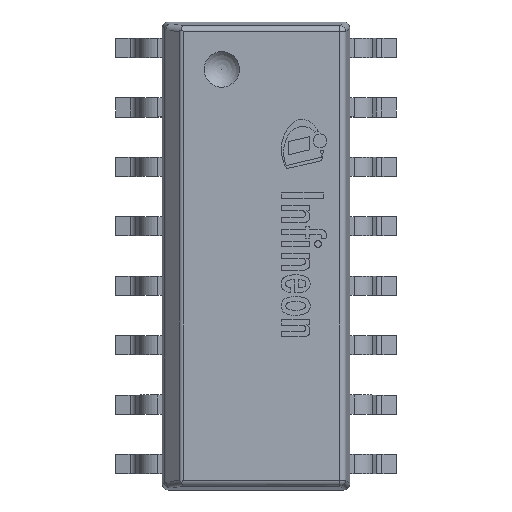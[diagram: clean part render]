
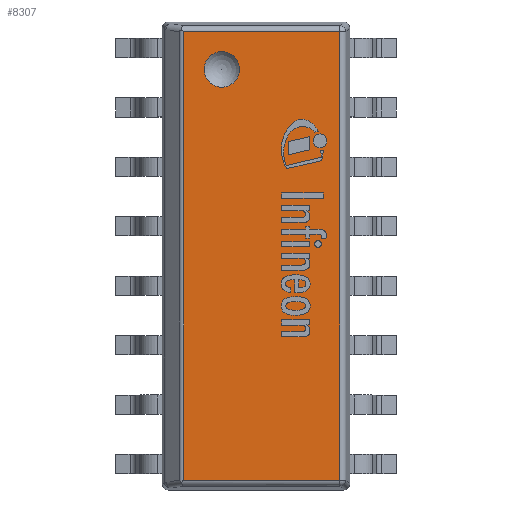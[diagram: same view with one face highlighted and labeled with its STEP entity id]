
A CAD part, top view. The second image highlights one B-rep face of the part: STEP entity #8307.
In plain terms, the highlighted planar face has unit normal (0, 0, 1).
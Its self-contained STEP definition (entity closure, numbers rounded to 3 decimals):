
#378=LINE('',#13203,#1191);
#384=LINE('',#13225,#1197);
#387=LINE('',#13254,#1200);
#392=LINE('',#13265,#1205);
#1191=VECTOR('',#10673,1.);
#1197=VECTOR('',#10695,1.);
#1200=VECTOR('',#10732,1.);
#1205=VECTOR('',#10745,1.);
#1740=FACE_BOUND('',#2668,.T.);
#2176=FACE_OUTER_BOUND('',#2667,.T.);
#2667=EDGE_LOOP('',(#6529,#6530,#6531,#6532));
#2668=EDGE_LOOP('',(#6533));
#3173=CIRCLE('',#9076,0.38);
#3686=VERTEX_POINT('',#13200);
#3687=VERTEX_POINT('',#13202);
#3695=VERTEX_POINT('',#13224);
#3702=VERTEX_POINT('',#13245);
#3713=VERTEX_POINT('',#13295);
#4675=EDGE_CURVE('',#3686,#3687,#378,.T.);
#4686=EDGE_CURVE('',#3687,#3695,#384,.T.);
#4701=EDGE_CURVE('',#3702,#3686,#387,.T.);
#4707=EDGE_CURVE('',#3695,#3702,#392,.T.);
#4722=EDGE_CURVE('',#3713,#3713,#3173,.T.);
#6529=ORIENTED_EDGE('',*,*,#4675,.F.);
#6530=ORIENTED_EDGE('',*,*,#4701,.F.);
#6531=ORIENTED_EDGE('',*,*,#4707,.F.);
#6532=ORIENTED_EDGE('',*,*,#4686,.F.);
#6533=ORIENTED_EDGE('',*,*,#4722,.T.);
#7907=PLANE('',#9080);
#8307=ADVANCED_FACE('',(#2176,#1740),#7907,.F.);
#9076=AXIS2_PLACEMENT_3D('',#13296,#10781,#10782);
#9080=AXIS2_PLACEMENT_3D('',#13301,#10789,#10790);
#10673=DIRECTION('',(0.,1.,0.));
#10695=DIRECTION('',(1.,0.,0.));
#10732=DIRECTION('',(-1.,0.,0.));
#10745=DIRECTION('',(0.,-1.,0.));
#10781=DIRECTION('center_axis',(0.,0.,-1.));
#10782=DIRECTION('ref_axis',(0.,-1.,0.));
#10789=DIRECTION('center_axis',(0.,0.,-1.));
#10790=DIRECTION('ref_axis',(0.,-1.,0.));
#13200=CARTESIAN_POINT('',(-1.548,-4.791,1.75));
#13202=CARTESIAN_POINT('',(-1.548,4.791,1.75));
#13203=CARTESIAN_POINT('',(-1.548,5.,1.75));
#13224=CARTESIAN_POINT('',(1.791,4.791,1.75));
#13225=CARTESIAN_POINT('',(-0.049,4.791,1.75));
#13245=CARTESIAN_POINT('',(1.791,-4.791,1.75));
#13254=CARTESIAN_POINT('',(-0.049,-4.791,1.75));
#13265=CARTESIAN_POINT('',(1.791,5.,1.75));
#13295=CARTESIAN_POINT('',(-0.73,4.365,1.75));
#13296=CARTESIAN_POINT('Origin',(-0.73,3.985,1.75));
#13301=CARTESIAN_POINT('Origin',(1.902,5.,1.75));
